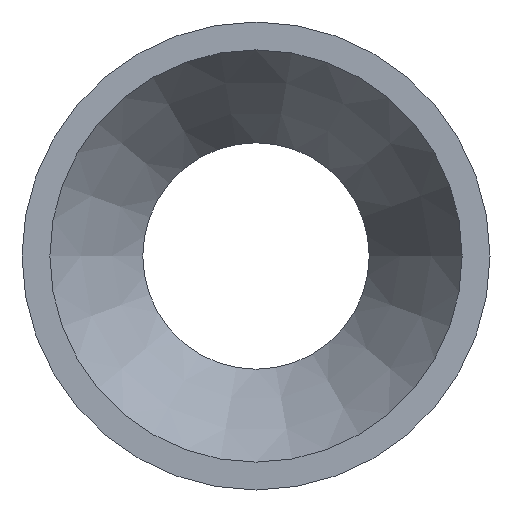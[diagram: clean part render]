
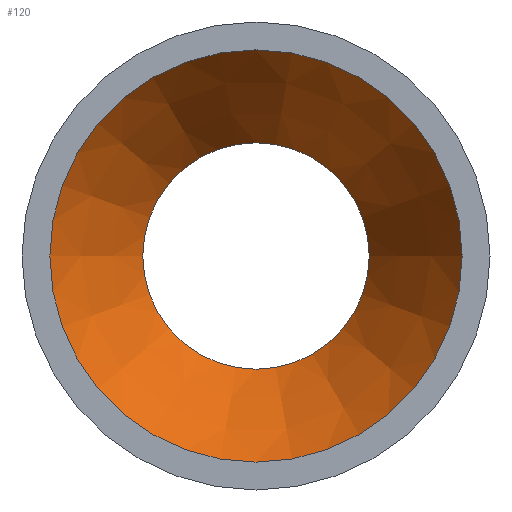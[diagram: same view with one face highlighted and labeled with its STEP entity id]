
A CAD part, left-side view. The second image highlights one B-rep face of the part: STEP entity #120.
In plain terms, the highlighted conical face has half-angle 31.415 degrees and reference radius 68.25 mm.
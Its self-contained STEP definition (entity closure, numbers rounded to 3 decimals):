
#16=CONICAL_SURFACE('',#156,68.25,0.548);
#28=FACE_OUTER_BOUND('',#38,.T.);
#38=EDGE_LOOP('',(#105,#106,#107,#108));
#44=LINE('',#227,#50);
#50=VECTOR('',#196,68.25);
#51=CIRCLE('',#142,88.1);
#58=CIRCLE('',#155,48.4);
#59=VERTEX_POINT('',#199);
#66=VERTEX_POINT('',#223);
#67=EDGE_CURVE('',#59,#59,#51,.T.);
#79=EDGE_CURVE('',#66,#66,#58,.T.);
#80=EDGE_CURVE('',#66,#59,#44,.T.);
#105=ORIENTED_EDGE('',*,*,#79,.T.);
#106=ORIENTED_EDGE('',*,*,#80,.T.);
#107=ORIENTED_EDGE('',*,*,#67,.F.);
#108=ORIENTED_EDGE('',*,*,#80,.F.);
#120=ADVANCED_FACE('',(#28),#16,.F.);
#142=AXIS2_PLACEMENT_3D('',#200,#161,#162);
#155=AXIS2_PLACEMENT_3D('',#225,#192,#193);
#156=AXIS2_PLACEMENT_3D('',#226,#194,#195);
#161=DIRECTION('center_axis',(1.,0.,0.));
#162=DIRECTION('ref_axis',(0.,0.,-1.));
#192=DIRECTION('center_axis',(1.,0.,0.));
#193=DIRECTION('ref_axis',(0.,0.,-1.));
#194=DIRECTION('center_axis',(-1.,0.,0.));
#195=DIRECTION('ref_axis',(0.,1.,0.));
#196=DIRECTION('',(-0.853,-0.521,0.));
#199=CARTESIAN_POINT('',(126.,-88.1,0.));
#200=CARTESIAN_POINT('Origin',(126.,0.,0.));
#223=CARTESIAN_POINT('',(191.,-48.4,0.));
#225=CARTESIAN_POINT('Origin',(191.,0.,0.));
#226=CARTESIAN_POINT('Origin',(158.5,0.,0.));
#227=CARTESIAN_POINT('',(158.5,-68.25,0.));
